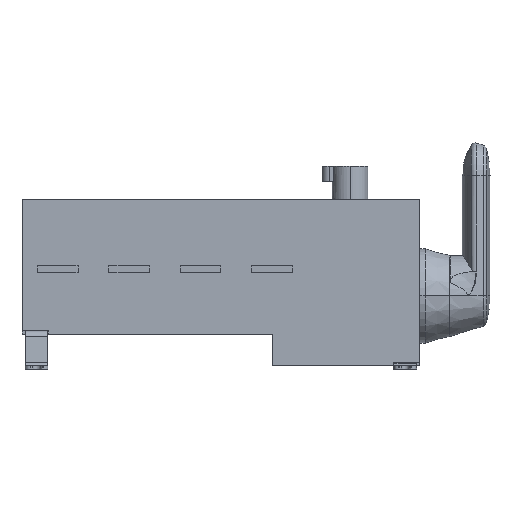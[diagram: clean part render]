
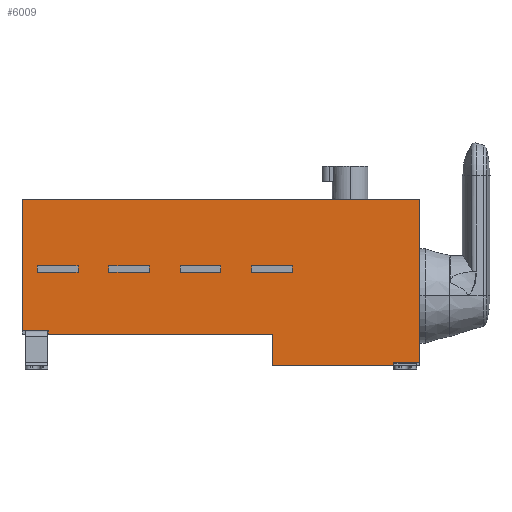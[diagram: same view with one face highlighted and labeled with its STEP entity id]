
A CAD part, left-side view. The second image highlights one B-rep face of the part: STEP entity #6009.
In plain terms, the highlighted planar face has unit normal (-1, 0, 0).
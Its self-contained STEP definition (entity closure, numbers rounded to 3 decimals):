
#92=DIRECTION('',(0.,0.,-1.));
#93=VECTOR('',#92,19.5);
#94=CARTESIAN_POINT('',(-28.339,48.955,0.));
#95=LINE('',#94,#93);
#96=DIRECTION('',(0.,-1.,0.));
#97=VECTOR('',#96,137.9);
#98=CARTESIAN_POINT('',(-28.339,186.855,
0.));
#99=LINE('',#98,#97);
#100=DIRECTION('',(0.,0.,-1.));
#101=VECTOR('',#100,2.);
#102=CARTESIAN_POINT('',(-28.339,186.855,2.));
#103=LINE('',#102,#101);
#104=DIRECTION('',(0.,-1.,0.));
#105=VECTOR('',#104,16.1);
#106=CARTESIAN_POINT('',(-28.339,202.955,2.));
#107=LINE('',#106,#105);
#108=DIRECTION('',(0.,0.,-1.));
#109=VECTOR('',#108,81.);
#110=CARTESIAN_POINT('',(-28.339,202.955,83.));
#111=LINE('',#110,#109);
#112=DIRECTION('',(0.,1.,0.));
#113=VECTOR('',#112,245.);
#114=CARTESIAN_POINT('',(-28.339,-42.045,83.));
#115=LINE('',#114,#113);
#116=DIRECTION('',(0.,0.,1.));
#117=VECTOR('',#116,100.5);
#118=CARTESIAN_POINT('',(-28.339,-42.045,-17.5));
#119=LINE('',#118,#117);
#120=DIRECTION('',(0.,-1.,0.));
#121=VECTOR('',#120,16.1);
#122=CARTESIAN_POINT('',(-28.339,-25.945,-17.5));
#123=LINE('',#122,#121);
#124=DIRECTION('',(0.,0.,1.));
#125=VECTOR('',#124,2.);
#126=CARTESIAN_POINT('',(-28.339,-25.945,
-19.5));
#127=LINE('',#126,#125);
#128=DIRECTION('',(0.,-1.,0.));
#129=VECTOR('',#128,74.9);
#130=CARTESIAN_POINT('',(-28.339,48.955,-19.5));
#131=LINE('',#130,#129);
#132=DIRECTION('',(0.,-1.,0.));
#133=VECTOR('',#132,25.);
#134=CARTESIAN_POINT('',(-28.339,61.455,42.));
#135=LINE('',#134,#133);
#136=DIRECTION('',(0.,0.,1.));
#137=VECTOR('',#136,4.);
#138=CARTESIAN_POINT('',(-28.339,61.455,38.));
#139=LINE('',#138,#137);
#140=DIRECTION('',(0.,1.,0.));
#141=VECTOR('',#140,25.);
#142=CARTESIAN_POINT('',(-28.339,36.455,38.));
#143=LINE('',#142,#141);
#144=DIRECTION('',(0.,0.,-1.));
#145=VECTOR('',#144,4.);
#146=CARTESIAN_POINT('',(-28.339,36.455,42.));
#147=LINE('',#146,#145);
#148=DIRECTION('',(0.,-1.,0.));
#149=VECTOR('',#148,25.);
#150=CARTESIAN_POINT('',(-28.339,105.455,42.));
#151=LINE('',#150,#149);
#152=DIRECTION('',(0.,0.,1.));
#153=VECTOR('',#152,4.);
#154=CARTESIAN_POINT('',(-28.339,105.455,38.));
#155=LINE('',#154,#153);
#156=DIRECTION('',(0.,1.,0.));
#157=VECTOR('',#156,25.);
#158=CARTESIAN_POINT('',(-28.339,80.455,38.));
#159=LINE('',#158,#157);
#160=DIRECTION('',(0.,0.,-1.));
#161=VECTOR('',#160,4.);
#162=CARTESIAN_POINT('',(-28.339,80.455,42.));
#163=LINE('',#162,#161);
#164=DIRECTION('',(0.,-1.,0.));
#165=VECTOR('',#164,25.);
#166=CARTESIAN_POINT('',(-28.339,149.455,42.));
#167=LINE('',#166,#165);
#168=DIRECTION('',(0.,0.,1.));
#169=VECTOR('',#168,4.);
#170=CARTESIAN_POINT('',(-28.339,149.455,38.));
#171=LINE('',#170,#169);
#172=DIRECTION('',(0.,1.,0.));
#173=VECTOR('',#172,25.);
#174=CARTESIAN_POINT('',(-28.339,124.455,38.));
#175=LINE('',#174,#173);
#176=DIRECTION('',(0.,0.,-1.));
#177=VECTOR('',#176,4.);
#178=CARTESIAN_POINT('',(-28.339,124.455,42.));
#179=LINE('',#178,#177);
#180=DIRECTION('',(0.,-1.,0.));
#181=VECTOR('',#180,25.);
#182=CARTESIAN_POINT('',(-28.339,193.455,42.));
#183=LINE('',#182,#181);
#184=DIRECTION('',(0.,0.,1.));
#185=VECTOR('',#184,4.);
#186=CARTESIAN_POINT('',(-28.339,193.455,38.));
#187=LINE('',#186,#185);
#188=DIRECTION('',(0.,1.,0.));
#189=VECTOR('',#188,25.);
#190=CARTESIAN_POINT('',(-28.339,168.455,38.));
#191=LINE('',#190,#189);
#192=DIRECTION('',(0.,0.,-1.));
#193=VECTOR('',#192,4.);
#194=CARTESIAN_POINT('',(-28.339,168.455,42.));
#195=LINE('',#194,#193);
#4700=CARTESIAN_POINT('',(-28.339,168.455,42.));
#4701=CARTESIAN_POINT('',(-28.339,168.455,38.));
#4702=VERTEX_POINT('',#4700);
#4703=VERTEX_POINT('',#4701);
#4704=CARTESIAN_POINT('',(-28.339,193.455,38.));
#4705=VERTEX_POINT('',#4704);
#4706=CARTESIAN_POINT('',(-28.339,193.455,42.));
#4707=VERTEX_POINT('',#4706);
#4732=CARTESIAN_POINT('',(-28.339,124.455,42.));
#4733=CARTESIAN_POINT('',(-28.339,124.455,38.));
#4734=VERTEX_POINT('',#4732);
#4735=VERTEX_POINT('',#4733);
#4736=CARTESIAN_POINT('',(-28.339,149.455,38.));
#4737=VERTEX_POINT('',#4736);
#4738=CARTESIAN_POINT('',(-28.339,149.455,42.));
#4739=VERTEX_POINT('',#4738);
#4764=CARTESIAN_POINT('',(-28.339,80.455,42.));
#4765=CARTESIAN_POINT('',(-28.339,80.455,38.));
#4766=VERTEX_POINT('',#4764);
#4767=VERTEX_POINT('',#4765);
#4768=CARTESIAN_POINT('',(-28.339,105.455,38.));
#4769=VERTEX_POINT('',#4768);
#4770=CARTESIAN_POINT('',(-28.339,105.455,42.));
#4771=VERTEX_POINT('',#4770);
#4796=CARTESIAN_POINT('',(-28.339,36.455,42.));
#4797=CARTESIAN_POINT('',(-28.339,36.455,38.));
#4798=VERTEX_POINT('',#4796);
#4799=VERTEX_POINT('',#4797);
#4800=CARTESIAN_POINT('',(-28.339,61.455,38.));
#4801=VERTEX_POINT('',#4800);
#4802=CARTESIAN_POINT('',(-28.339,61.455,42.));
#4803=VERTEX_POINT('',#4802);
#5500=CARTESIAN_POINT('',(-28.339,-25.945,
-19.5));
#5501=VERTEX_POINT('',#5500);
#5502=CARTESIAN_POINT('',(-28.339,48.955,
-19.5));
#5503=VERTEX_POINT('',#5502);
#5506=CARTESIAN_POINT('',(-28.339,-25.945,-17.5));
#5507=VERTEX_POINT('',#5506);
#5508=CARTESIAN_POINT('',(-28.339,-42.045,-17.5));
#5509=VERTEX_POINT('',#5508);
#5612=CARTESIAN_POINT('',(-28.339,202.955,83.));
#5613=VERTEX_POINT('',#5612);
#5614=CARTESIAN_POINT('',(-28.339,-42.045,
83.));
#5615=VERTEX_POINT('',#5614);
#5708=CARTESIAN_POINT('',(-28.339,202.955,2.));
#5709=VERTEX_POINT('',#5708);
#5754=CARTESIAN_POINT('',(-28.339,186.855,2.));
#5755=VERTEX_POINT('',#5754);
#5756=CARTESIAN_POINT('',(-28.339,186.855,
0.));
#5757=VERTEX_POINT('',#5756);
#5758=CARTESIAN_POINT('',(-28.339,48.955,
0.));
#5759=VERTEX_POINT('',#5758);
#5943=CARTESIAN_POINT('',(-28.339,80.455,31.75));
#5944=DIRECTION('',(1.,0.,0.));
#5945=DIRECTION('',(0.,0.,1.));
#5946=AXIS2_PLACEMENT_3D('',#5943,#5944,#5945);
#5947=PLANE('',#5946);
#5949=ORIENTED_EDGE('',*,*,#5948,.F.);
#5951=ORIENTED_EDGE('',*,*,#5950,.F.);
#5953=ORIENTED_EDGE('',*,*,#5952,.F.);
#5955=ORIENTED_EDGE('',*,*,#5954,.F.);
#5957=ORIENTED_EDGE('',*,*,#5956,.F.);
#5959=ORIENTED_EDGE('',*,*,#5958,.F.);
#5961=ORIENTED_EDGE('',*,*,#5960,.F.);
#5963=ORIENTED_EDGE('',*,*,#5962,.F.);
#5965=ORIENTED_EDGE('',*,*,#5964,.F.);
#5967=ORIENTED_EDGE('',*,*,#5966,.F.);
#5968=EDGE_LOOP('',(#5949,#5951,#5953,#5955,#5957,#5959,#5961,#5963,#5965,
#5967));
#5969=FACE_OUTER_BOUND('',#5968,.F.);
#5971=ORIENTED_EDGE('',*,*,#5970,.F.);
#5973=ORIENTED_EDGE('',*,*,#5972,.F.);
#5975=ORIENTED_EDGE('',*,*,#5974,.F.);
#5977=ORIENTED_EDGE('',*,*,#5976,.F.);
#5978=EDGE_LOOP('',(#5971,#5973,#5975,#5977));
#5979=FACE_BOUND('',#5978,.F.);
#5981=ORIENTED_EDGE('',*,*,#5980,.F.);
#5983=ORIENTED_EDGE('',*,*,#5982,.F.);
#5985=ORIENTED_EDGE('',*,*,#5984,.F.);
#5987=ORIENTED_EDGE('',*,*,#5986,.F.);
#5988=EDGE_LOOP('',(#5981,#5983,#5985,#5987));
#5989=FACE_BOUND('',#5988,.F.);
#5991=ORIENTED_EDGE('',*,*,#5990,.F.);
#5993=ORIENTED_EDGE('',*,*,#5992,.F.);
#5995=ORIENTED_EDGE('',*,*,#5994,.F.);
#5997=ORIENTED_EDGE('',*,*,#5996,.F.);
#5998=EDGE_LOOP('',(#5991,#5993,#5995,#5997));
#5999=FACE_BOUND('',#5998,.F.);
#6001=ORIENTED_EDGE('',*,*,#6000,.F.);
#6003=ORIENTED_EDGE('',*,*,#6002,.F.);
#6004=ORIENTED_EDGE('',*,*,#5919,.F.);
#6006=ORIENTED_EDGE('',*,*,#6005,.F.);
#6007=EDGE_LOOP('',(#6001,#6003,#6004,#6006));
#6008=FACE_BOUND('',#6007,.F.);
#5919=EDGE_CURVE('',#4703,#4705,#191,.T.);
#5948=EDGE_CURVE('',#5759,#5503,#95,.T.);
#5950=EDGE_CURVE('',#5757,#5759,#99,.T.);
#5952=EDGE_CURVE('',#5755,#5757,#103,.T.);
#5954=EDGE_CURVE('',#5709,#5755,#107,.T.);
#5956=EDGE_CURVE('',#5613,#5709,#111,.T.);
#5958=EDGE_CURVE('',#5615,#5613,#115,.T.);
#5960=EDGE_CURVE('',#5509,#5615,#119,.T.);
#5962=EDGE_CURVE('',#5507,#5509,#123,.T.);
#5964=EDGE_CURVE('',#5501,#5507,#127,.T.);
#5966=EDGE_CURVE('',#5503,#5501,#131,.T.);
#5970=EDGE_CURVE('',#4803,#4798,#135,.T.);
#5972=EDGE_CURVE('',#4801,#4803,#139,.T.);
#5974=EDGE_CURVE('',#4799,#4801,#143,.T.);
#5976=EDGE_CURVE('',#4798,#4799,#147,.T.);
#5980=EDGE_CURVE('',#4771,#4766,#151,.T.);
#5982=EDGE_CURVE('',#4769,#4771,#155,.T.);
#5984=EDGE_CURVE('',#4767,#4769,#159,.T.);
#5986=EDGE_CURVE('',#4766,#4767,#163,.T.);
#5990=EDGE_CURVE('',#4739,#4734,#167,.T.);
#5992=EDGE_CURVE('',#4737,#4739,#171,.T.);
#5994=EDGE_CURVE('',#4735,#4737,#175,.T.);
#5996=EDGE_CURVE('',#4734,#4735,#179,.T.);
#6000=EDGE_CURVE('',#4707,#4702,#183,.T.);
#6002=EDGE_CURVE('',#4705,#4707,#187,.T.);
#6005=EDGE_CURVE('',#4702,#4703,#195,.T.);
#6009=ADVANCED_FACE('',(#5969,#5979,#5989,#5999,#6008),#5947,.F.);
